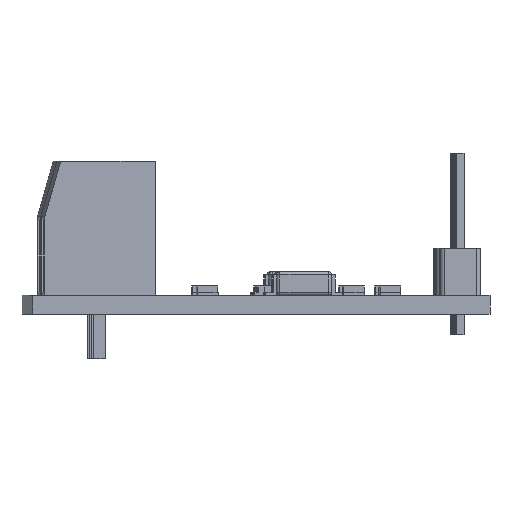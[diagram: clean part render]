
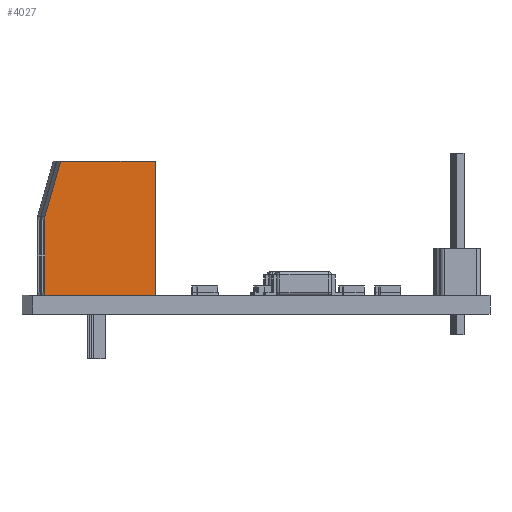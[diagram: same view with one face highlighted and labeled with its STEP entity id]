
A CAD part, front view. The second image highlights one B-rep face of the part: STEP entity #4027.
In plain terms, the highlighted face is planar.
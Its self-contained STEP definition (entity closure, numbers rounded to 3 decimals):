
#3142=CARTESIAN_POINT('Vertex',(-3.5,-3.5,0.)) ;
#3147=CARTESIAN_POINT('Line Origine',(-3.5,0.,0.)) ;
#3151=CARTESIAN_POINT('Vertex',(-3.5,3.5,0.)) ;
#3428=CARTESIAN_POINT('Line Origine',(-3.5,3.5,2.5)) ;
#3432=CARTESIAN_POINT('Vertex',(-3.5,3.5,5.)) ;
#3943=CARTESIAN_POINT('Vertex',(-3.5,2.5,8.5)) ;
#3948=CARTESIAN_POINT('Line Origine',(-3.5,-0.5,8.5)) ;
#3952=CARTESIAN_POINT('Vertex',(-3.5,-3.5,8.5)) ;
#4005=CARTESIAN_POINT('Axis2P3D Location',(-3.5,0.,0.)) ;
#4010=CARTESIAN_POINT('Line Origine',(-3.5,-3.5,4.25)) ;
#4015=CARTESIAN_POINT('Line Origine',(-3.5,3.,6.75)) ;
#3148=DIRECTION('Vector Direction',(0.,1.,0.)) ;
#3429=DIRECTION('Vector Direction',(0.,0.,1.)) ;
#3949=DIRECTION('Vector Direction',(0.,-1.,0.)) ;
#4006=DIRECTION('Axis2P3D Direction',(1.,0.,0.)) ;
#4007=DIRECTION('Axis2P3D XDirection',(0.,1.,0.)) ;
#4011=DIRECTION('Vector Direction',(0.,0.,-1.)) ;
#4016=DIRECTION('Vector Direction',(0.,-0.275,0.962)) ;
#4008=AXIS2_PLACEMENT_3D('Plane Axis2P3D',#4005,#4006,#4007) ;
#4021=ORIENTED_EDGE('',*,*,#4014,.F.) ;
#4022=ORIENTED_EDGE('',*,*,#3954,.F.) ;
#4023=ORIENTED_EDGE('',*,*,#4019,.F.) ;
#4024=ORIENTED_EDGE('',*,*,#3434,.F.) ;
#4025=ORIENTED_EDGE('',*,*,#3153,.F.) ;
#3149=VECTOR('Line Direction',#3148,1.) ;
#3430=VECTOR('Line Direction',#3429,1.) ;
#3950=VECTOR('Line Direction',#3949,1.) ;
#4012=VECTOR('Line Direction',#4011,1.) ;
#4017=VECTOR('Line Direction',#4016,1.) ;
#4027=ADVANCED_FACE('Corps principal',(#4026),#4009,.F.) ;
#3153=EDGE_CURVE('',#3143,#3152,#3150,.T.) ;
#3434=EDGE_CURVE('',#3152,#3433,#3431,.T.) ;
#3954=EDGE_CURVE('',#3944,#3953,#3951,.T.) ;
#4014=EDGE_CURVE('',#3953,#3143,#4013,.T.) ;
#4019=EDGE_CURVE('',#3433,#3944,#4018,.T.) ;
#4020=EDGE_LOOP('',(#4021,#4022,#4023,#4024,#4025)) ;
#4026=FACE_OUTER_BOUND('',#4020,.T.) ;
#3150=LINE('Line',#3147,#3149) ;
#3431=LINE('Line',#3428,#3430) ;
#3951=LINE('Line',#3948,#3950) ;
#4013=LINE('Line',#4010,#4012) ;
#4018=LINE('Line',#4015,#4017) ;
#4009=PLANE('Plane',#4008) ;
#3143=VERTEX_POINT('',#3142) ;
#3152=VERTEX_POINT('',#3151) ;
#3433=VERTEX_POINT('',#3432) ;
#3944=VERTEX_POINT('',#3943) ;
#3953=VERTEX_POINT('',#3952) ;
